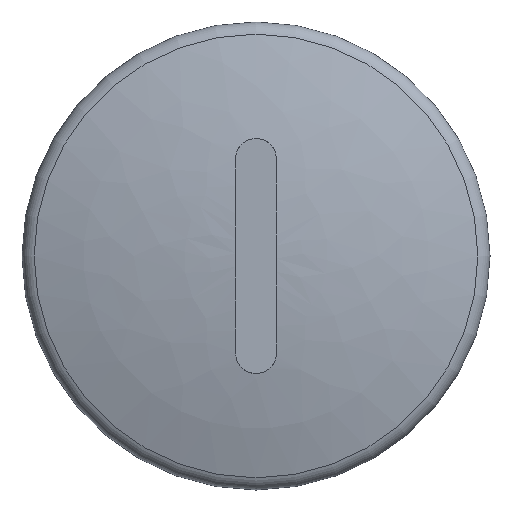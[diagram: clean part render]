
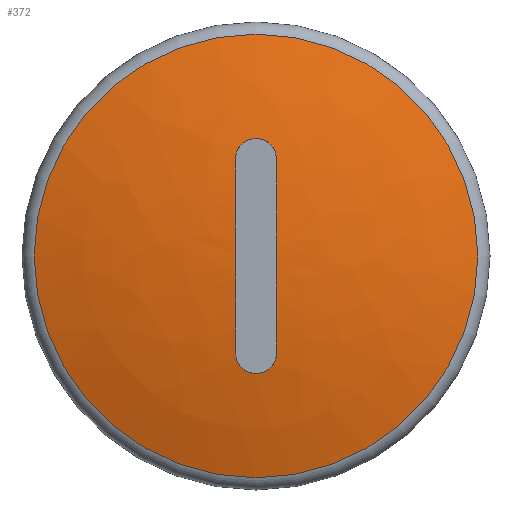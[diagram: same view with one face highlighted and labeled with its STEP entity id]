
A CAD part, left-side view. The second image highlights one B-rep face of the part: STEP entity #372.
In plain terms, the highlighted free-form (B-spline) face has degree [2, 2] with [3, 9] control points.
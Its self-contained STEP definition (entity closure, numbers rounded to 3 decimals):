
#43=(
BOUNDED_CURVE()
B_SPLINE_CURVE(2,(#1098,#1099,#1100),.UNSPECIFIED.,.F.,.F.)
B_SPLINE_CURVE_WITH_KNOTS((3,3),(1.271,1.409),
 .UNSPECIFIED.)
CURVE()
GEOMETRIC_REPRESENTATION_ITEM()
RATIONAL_B_SPLINE_CURVE((1.,0.995,0.996))
REPRESENTATION_ITEM('')
);
#44=(
BOUNDED_SURFACE()
B_SPLINE_SURFACE(2,2,((#1070,#1071,#1072,#1073,#1074,#1075,#1076,#1077,
#1078),(#1079,#1080,#1081,#1082,#1083,#1084,#1085,#1086,#1087),(#1088,#1089,
#1090,#1091,#1092,#1093,#1094,#1095,#1096)),.UNSPECIFIED.,.F.,.T.,.F.)
B_SPLINE_SURFACE_WITH_KNOTS((3,3),(3,2,2,2,3),(-1.535,-1.271),
(-3.142,-1.571,0.,1.571,3.142),
 .UNSPECIFIED.)
GEOMETRIC_REPRESENTATION_ITEM()
RATIONAL_B_SPLINE_SURFACE(((1.,0.707,1.,0.707,1.,
0.707,1.,0.707,1.),(0.991,0.701,
0.991,0.701,0.991,0.701,
0.991,0.701,0.991),(1.,0.707,
1.,0.707,1.,0.707,1.,0.707,1.)))
REPRESENTATION_ITEM('')
SURFACE()
);
#83=FACE_OUTER_BOUND('',#113,.T.);
#113=EDGE_LOOP('',(#285,#286,#287,#288,#289,#290,#291,#292,#293));
#142=CIRCLE('',#412,12.85);
#143=CIRCLE('',#413,12.85);
#163=B_SPLINE_CURVE_WITH_KNOTS('',3,(#1102,#1103,#1104,#1105,#1106,#1107,
#1108,#1109,#1110,#1111,#1112,#1113),.UNSPECIFIED.,.F.,.F.,(4,2,2,2,2,4),
(-0.187,-0.159,-0.115,-0.073,
-0.034,0.),.UNSPECIFIED.);
#164=B_SPLINE_CURVE_WITH_KNOTS('',3,(#1115,#1116,#1117,#1118,#1119,#1120,
#1121),.UNSPECIFIED.,.F.,.F.,(4,3,4),(-0.541,0.,0.541),
 .UNSPECIFIED.);
#165=B_SPLINE_CURVE_WITH_KNOTS('',3,(#1123,#1124,#1125,#1126,#1127,#1128,
#1129,#1130,#1131,#1132,#1133,#1134,#1135,#1136,#1137,#1138,#1139,#1140,
#1141,#1142),.UNSPECIFIED.,.F.,.F.,(4,2,2,2,2,2,2,2,2,4),(-0.373,
-0.34,-0.293,-0.251,-0.204,
-0.159,-0.115,-0.073,-0.034,
0.),.UNSPECIFIED.);
#166=B_SPLINE_CURVE_WITH_KNOTS('',3,(#1144,#1145,#1146,#1147,#1148,#1149,
#1150),.UNSPECIFIED.,.F.,.F.,(4,3,4),(-0.541,0.,0.541),
 .UNSPECIFIED.);
#167=B_SPLINE_CURVE_WITH_KNOTS('',3,(#1151,#1152,#1153,#1154,#1155,#1156,
#1157,#1158,#1159,#1160,#1161,#1162),.UNSPECIFIED.,.F.,.F.,(4,2,2,2,2,4),
(-0.373,-0.34,-0.293,-0.251,
-0.204,-0.187),.UNSPECIFIED.);
#183=VERTEX_POINT('',#1066);
#184=VERTEX_POINT('',#1067);
#185=VERTEX_POINT('',#1097);
#186=VERTEX_POINT('',#1101);
#187=VERTEX_POINT('',#1114);
#188=VERTEX_POINT('',#1122);
#189=VERTEX_POINT('',#1143);
#223=EDGE_CURVE('',#183,#184,#142,.T.);
#224=EDGE_CURVE('',#184,#183,#143,.T.);
#225=EDGE_CURVE('',#184,#185,#43,.T.);
#226=EDGE_CURVE('',#185,#186,#163,.T.);
#227=EDGE_CURVE('',#186,#187,#164,.T.);
#228=EDGE_CURVE('',#187,#188,#165,.T.);
#229=EDGE_CURVE('',#188,#189,#166,.T.);
#230=EDGE_CURVE('',#189,#185,#167,.T.);
#285=ORIENTED_EDGE('',*,*,#223,.F.);
#286=ORIENTED_EDGE('',*,*,#224,.F.);
#287=ORIENTED_EDGE('',*,*,#225,.T.);
#288=ORIENTED_EDGE('',*,*,#226,.T.);
#289=ORIENTED_EDGE('',*,*,#227,.T.);
#290=ORIENTED_EDGE('',*,*,#228,.T.);
#291=ORIENTED_EDGE('',*,*,#229,.T.);
#292=ORIENTED_EDGE('',*,*,#230,.T.);
#293=ORIENTED_EDGE('',*,*,#225,.F.);
#372=ADVANCED_FACE('',(#83),#44,.F.);
#412=AXIS2_PLACEMENT_3D('',#1068,#472,#473);
#413=AXIS2_PLACEMENT_3D('',#1069,#474,#475);
#472=DIRECTION('center_axis',(1.,0.,0.));
#473=DIRECTION('ref_axis',(0.,-1.,0.));
#474=DIRECTION('center_axis',(1.,0.,0.));
#475=DIRECTION('ref_axis',(0.,-1.,0.));
#1066=CARTESIAN_POINT('',(-7.994,12.85,0.));
#1067=CARTESIAN_POINT('',(-7.994,0.,12.85));
#1068=CARTESIAN_POINT('Origin',(-7.994,0.,
0.));
#1069=CARTESIAN_POINT('Origin',(-7.994,0.,
0.));
#1070=CARTESIAN_POINT('Ctrl Pts',(-9.973,0.,
1.18));
#1071=CARTESIAN_POINT('Ctrl Pts',(-9.973,-1.18,1.18));
#1072=CARTESIAN_POINT('Ctrl Pts',(-9.973,-1.18,0.));
#1073=CARTESIAN_POINT('Ctrl Pts',(-9.973,-1.18,-1.18));
#1074=CARTESIAN_POINT('Ctrl Pts',(-9.973,0.,
-1.18));
#1075=CARTESIAN_POINT('Ctrl Pts',(-9.973,1.18,-1.18));
#1076=CARTESIAN_POINT('Ctrl Pts',(-9.973,1.18,0.));
#1077=CARTESIAN_POINT('Ctrl Pts',(-9.973,1.18,1.18));
#1078=CARTESIAN_POINT('Ctrl Pts',(-9.973,0.,
1.18));
#1079=CARTESIAN_POINT('Ctrl Pts',(-9.758,0.,
7.146));
#1080=CARTESIAN_POINT('Ctrl Pts',(-9.758,-7.146,7.146));
#1081=CARTESIAN_POINT('Ctrl Pts',(-9.758,-7.146,0.));
#1082=CARTESIAN_POINT('Ctrl Pts',(-9.758,-7.146,-7.146));
#1083=CARTESIAN_POINT('Ctrl Pts',(-9.758,0.,
-7.146));
#1084=CARTESIAN_POINT('Ctrl Pts',(-9.758,7.146,-7.146));
#1085=CARTESIAN_POINT('Ctrl Pts',(-9.758,7.146,0.));
#1086=CARTESIAN_POINT('Ctrl Pts',(-9.758,7.146,7.146));
#1087=CARTESIAN_POINT('Ctrl Pts',(-9.758,0.,
7.146));
#1088=CARTESIAN_POINT('Ctrl Pts',(-7.994,0.,
12.85));
#1089=CARTESIAN_POINT('Ctrl Pts',(-7.994,-12.85,12.85));
#1090=CARTESIAN_POINT('Ctrl Pts',(-7.994,-12.85,0.));
#1091=CARTESIAN_POINT('Ctrl Pts',(-7.994,-12.85,-12.85));
#1092=CARTESIAN_POINT('Ctrl Pts',(-7.994,0.,
-12.85));
#1093=CARTESIAN_POINT('Ctrl Pts',(-7.994,12.85,-12.85));
#1094=CARTESIAN_POINT('Ctrl Pts',(-7.994,12.85,0.));
#1095=CARTESIAN_POINT('Ctrl Pts',(-7.994,12.85,12.85));
#1096=CARTESIAN_POINT('Ctrl Pts',(-7.994,0.,
12.85));
#1097=CARTESIAN_POINT('',(-9.414,0.,6.81));
#1098=CARTESIAN_POINT('Ctrl Pts',(-7.994,0.,
12.85));
#1099=CARTESIAN_POINT('Ctrl Pts',(-8.913,0.,
9.879));
#1100=CARTESIAN_POINT('Ctrl Pts',(-9.414,0.,
6.81));
#1101=CARTESIAN_POINT('',(-9.574,-1.18,5.63));
#1102=CARTESIAN_POINT('Ctrl Pts',(-9.414,0.,
6.81));
#1103=CARTESIAN_POINT('Ctrl Pts',(-9.414,-0.093,
6.81));
#1104=CARTESIAN_POINT('Ctrl Pts',(-9.415,-0.186,
6.799));
#1105=CARTESIAN_POINT('Ctrl Pts',(-9.423,-0.418,
6.743));
#1106=CARTESIAN_POINT('Ctrl Pts',(-9.431,-0.553,
6.683));
#1107=CARTESIAN_POINT('Ctrl Pts',(-9.453,-0.787,
6.52));
#1108=CARTESIAN_POINT('Ctrl Pts',(-9.467,-0.887,
6.421));
#1109=CARTESIAN_POINT('Ctrl Pts',(-9.496,-1.041,6.2));
#1110=CARTESIAN_POINT('Ctrl Pts',(-9.512,-1.097,6.083));
#1111=CARTESIAN_POINT('Ctrl Pts',(-9.544,-1.164,5.851));
#1112=CARTESIAN_POINT('Ctrl Pts',(-9.559,-1.18,5.741));
#1113=CARTESIAN_POINT('Ctrl Pts',(-9.574,-1.18,5.63));
#1114=CARTESIAN_POINT('',(-9.574,-1.18,-5.63));
#1115=CARTESIAN_POINT('Ctrl Pts',(-9.574,-1.18,5.63));
#1116=CARTESIAN_POINT('Ctrl Pts',(-9.835,-1.18,3.706));
#1117=CARTESIAN_POINT('Ctrl Pts',(-9.973,-1.18,1.803));
#1118=CARTESIAN_POINT('Ctrl Pts',(-9.973,-1.18,0.));
#1119=CARTESIAN_POINT('Ctrl Pts',(-9.973,-1.18,-1.803));
#1120=CARTESIAN_POINT('Ctrl Pts',(-9.835,-1.18,-3.706));
#1121=CARTESIAN_POINT('Ctrl Pts',(-9.574,-1.18,-5.63));
#1122=CARTESIAN_POINT('',(-9.574,1.18,-5.63));
#1123=CARTESIAN_POINT('Ctrl Pts',(-9.574,-1.18,-5.63));
#1124=CARTESIAN_POINT('Ctrl Pts',(-9.559,-1.18,-5.74));
#1125=CARTESIAN_POINT('Ctrl Pts',(-9.544,-1.165,-5.85));
#1126=CARTESIAN_POINT('Ctrl Pts',(-9.509,-1.092,-6.104));
#1127=CARTESIAN_POINT('Ctrl Pts',(-9.491,-1.02,-6.243));
#1128=CARTESIAN_POINT('Ctrl Pts',(-9.459,-0.836,-6.475));
#1129=CARTESIAN_POINT('Ctrl Pts',(-9.446,-0.728,
-6.57));
#1130=CARTESIAN_POINT('Ctrl Pts',(-9.426,-0.473,
-6.722));
#1131=CARTESIAN_POINT('Ctrl Pts',(-9.419,-0.325,
-6.775));
#1132=CARTESIAN_POINT('Ctrl Pts',(-9.413,-0.022,
-6.819));
#1133=CARTESIAN_POINT('Ctrl Pts',(-9.414,0.13,-6.812));
#1134=CARTESIAN_POINT('Ctrl Pts',(-9.423,0.418,-6.743));
#1135=CARTESIAN_POINT('Ctrl Pts',(-9.431,0.553,-6.683));
#1136=CARTESIAN_POINT('Ctrl Pts',(-9.453,0.787,-6.52));
#1137=CARTESIAN_POINT('Ctrl Pts',(-9.467,0.887,-6.421));
#1138=CARTESIAN_POINT('Ctrl Pts',(-9.496,1.041,-6.2));
#1139=CARTESIAN_POINT('Ctrl Pts',(-9.512,1.097,-6.083));
#1140=CARTESIAN_POINT('Ctrl Pts',(-9.544,1.164,-5.851));
#1141=CARTESIAN_POINT('Ctrl Pts',(-9.559,1.18,-5.741));
#1142=CARTESIAN_POINT('Ctrl Pts',(-9.574,1.18,-5.63));
#1143=CARTESIAN_POINT('',(-9.574,1.18,5.63));
#1144=CARTESIAN_POINT('Ctrl Pts',(-9.574,1.18,-5.63));
#1145=CARTESIAN_POINT('Ctrl Pts',(-9.835,1.18,-3.706));
#1146=CARTESIAN_POINT('Ctrl Pts',(-9.973,1.18,-1.803));
#1147=CARTESIAN_POINT('Ctrl Pts',(-9.973,1.18,0.));
#1148=CARTESIAN_POINT('Ctrl Pts',(-9.973,1.18,1.803));
#1149=CARTESIAN_POINT('Ctrl Pts',(-9.835,1.18,3.706));
#1150=CARTESIAN_POINT('Ctrl Pts',(-9.574,1.18,5.63));
#1151=CARTESIAN_POINT('Ctrl Pts',(-9.574,1.18,5.63));
#1152=CARTESIAN_POINT('Ctrl Pts',(-9.559,1.18,5.74));
#1153=CARTESIAN_POINT('Ctrl Pts',(-9.544,1.165,5.85));
#1154=CARTESIAN_POINT('Ctrl Pts',(-9.509,1.092,6.104));
#1155=CARTESIAN_POINT('Ctrl Pts',(-9.491,1.02,6.243));
#1156=CARTESIAN_POINT('Ctrl Pts',(-9.459,0.836,6.475));
#1157=CARTESIAN_POINT('Ctrl Pts',(-9.446,0.728,6.57));
#1158=CARTESIAN_POINT('Ctrl Pts',(-9.426,0.473,6.722));
#1159=CARTESIAN_POINT('Ctrl Pts',(-9.419,0.325,6.775));
#1160=CARTESIAN_POINT('Ctrl Pts',(-9.415,0.115,6.806));
#1161=CARTESIAN_POINT('Ctrl Pts',(-9.414,0.057,
6.81));
#1162=CARTESIAN_POINT('Ctrl Pts',(-9.414,0.,
6.81));
